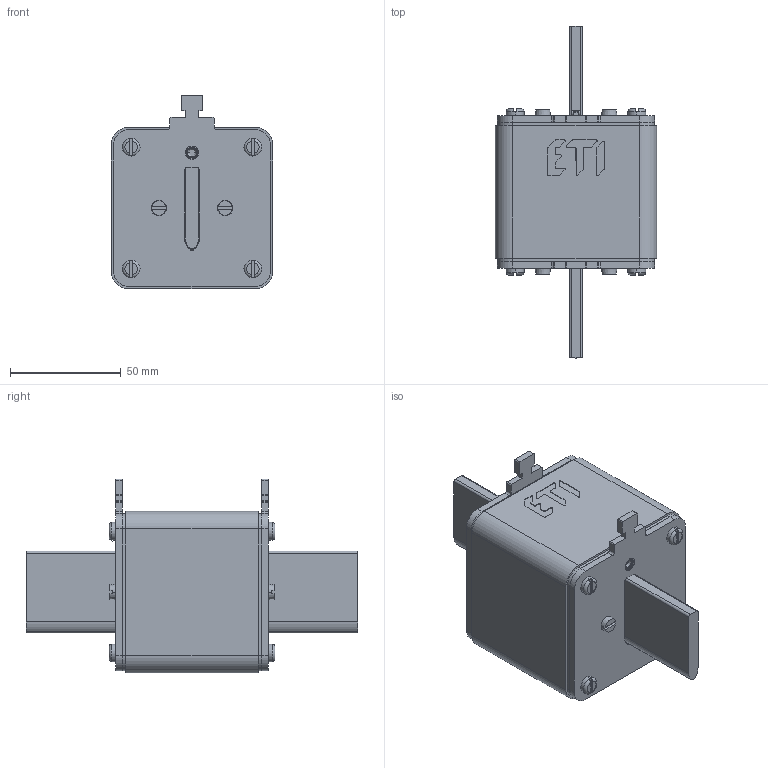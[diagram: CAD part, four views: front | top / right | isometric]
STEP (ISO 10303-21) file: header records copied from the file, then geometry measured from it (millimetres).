
FILE_DESCRIPTION((''),'2;1');
FILE_NAME('004725230_ASM','2021-12-10T',('said.beganovic'),('Audax d.o.o.'),'CREO PARAMETRIC BY PTC INC, 2017020','CREO PARAMETRIC BY PTC INC, 2017020','');
FILE_SCHEMA(('AUTOMOTIVE_DESIGN { 1 0 10303 214 1 1 1 1 }'));
Length unit declared in the file: millimetre
Products named in the file (11): 0000029784; 0000045934; 0000046024; 0000019000_AF0; 0000019002_AF0; 0000019004_ASM; 0000011586_AF1; 0000011580; 0000015360; 0000037876; 004725230_ASM
Assembly tree (24 placements, depth 3):
  004725230_ASM
    0000029784
    0000045934  x2
    0000046024  x2
    0000019004_ASM  x2
      0000019000_AF0
      0000019002_AF0
    0000011586_AF1
    0000011580  x2
    0000015360  x8
    0000037876  x4
Bounding box: 73 x 150 x 87.5 mm (x, y, z)
Volume: 395755.6 mm3; surface area: 92690 mm2
Topology: 24 solids, 40 shells, 707 faces, 1736 edges, 1100 vertices
Faces by surface type: cylinder 299, plane 285, cone 64, torus 56, bspline 3
Entity records: 18827 total; most frequent: CARTESIAN_POINT 2279, DIRECTION 2024, ORIENTED_EDGE 1716, PRESENTATION_STYLE_ASSIGNMENT 1190, STYLED_ITEM 1139, CURVE_STYLE 880, EDGE_CURVE 880, AXIS2_PLACEMENT_3D 771
